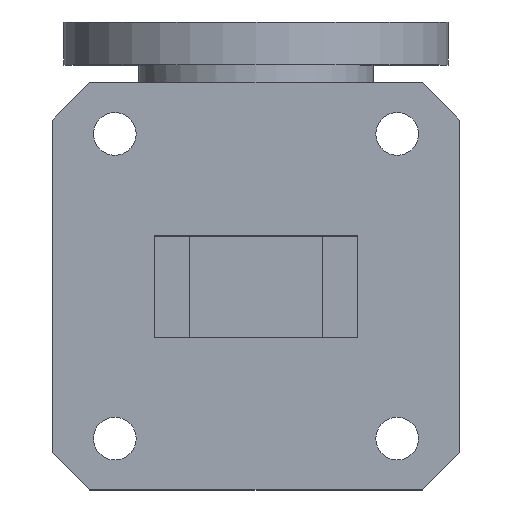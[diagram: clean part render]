
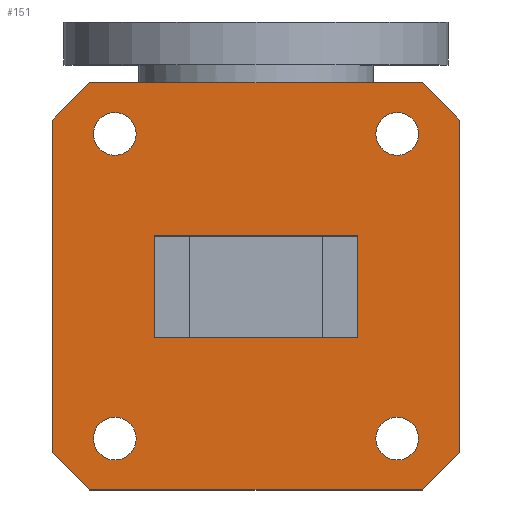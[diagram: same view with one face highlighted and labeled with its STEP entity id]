
A CAD part, top view. The second image highlights one B-rep face of the part: STEP entity #151.
In plain terms, the highlighted planar face has unit normal (0, 0, 1).
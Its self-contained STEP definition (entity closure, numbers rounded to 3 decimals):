
#151=ADVANCED_FACE('',(#346,#347,#348,#349,#350,#351),#352,.T.);
#346=FACE_OUTER_BOUND('',#580,.T.);
#347=FACE_BOUND('',#581,.T.);
#348=FACE_BOUND('',#582,.T.);
#349=FACE_BOUND('',#583,.T.);
#350=FACE_BOUND('',#584,.T.);
#351=FACE_BOUND('',#585,.T.);
#352=PLANE('',#586);
#580=EDGE_LOOP('',(#975,#976,#977,#978,#979,#980,#981,#982));
#581=EDGE_LOOP('',(#983,#984));
#582=EDGE_LOOP('',(#985,#986));
#583=EDGE_LOOP('',(#987,#988));
#584=EDGE_LOOP('',(#989,#990));
#585=EDGE_LOOP('',(#991,#992,#993,#994));
#586=AXIS2_PLACEMENT_3D('',#995,#996,#997);
#975=ORIENTED_EDGE('',*,*,#1468,.F.);
#976=ORIENTED_EDGE('',*,*,#1471,.T.);
#977=ORIENTED_EDGE('',*,*,#1472,.F.);
#978=ORIENTED_EDGE('',*,*,#1473,.T.);
#979=ORIENTED_EDGE('',*,*,#1474,.F.);
#980=ORIENTED_EDGE('',*,*,#1475,.T.);
#981=ORIENTED_EDGE('',*,*,#1476,.F.);
#982=ORIENTED_EDGE('',*,*,#1477,.T.);
#983=ORIENTED_EDGE('',*,*,#1478,.T.);
#984=ORIENTED_EDGE('',*,*,#1371,.T.);
#985=ORIENTED_EDGE('',*,*,#1479,.T.);
#986=ORIENTED_EDGE('',*,*,#1366,.T.);
#987=ORIENTED_EDGE('',*,*,#1480,.T.);
#988=ORIENTED_EDGE('',*,*,#1361,.T.);
#989=ORIENTED_EDGE('',*,*,#1481,.T.);
#990=ORIENTED_EDGE('',*,*,#1356,.T.);
#991=ORIENTED_EDGE('',*,*,#1482,.T.);
#992=ORIENTED_EDGE('',*,*,#1483,.T.);
#993=ORIENTED_EDGE('',*,*,#1484,.T.);
#994=ORIENTED_EDGE('',*,*,#1485,.T.);
#995=CARTESIAN_POINT('',(0.0,0.0,42.408));
#996=DIRECTION('',(0.0,0.0,1.0));
#997=DIRECTION('',(1.0,0.0,0.0));
#1356=EDGE_CURVE('',#1617,#1614,#1618,.T.);
#1361=EDGE_CURVE('',#1626,#1623,#1627,.T.);
#1366=EDGE_CURVE('',#1635,#1632,#1636,.T.);
#1371=EDGE_CURVE('',#1644,#1641,#1645,.T.);
#1468=EDGE_CURVE('',#1790,#1792,#1793,.T.);
#1471=EDGE_CURVE('',#1790,#1796,#1797,.T.);
#1472=EDGE_CURVE('',#1798,#1796,#1799,.T.);
#1473=EDGE_CURVE('',#1798,#1800,#1801,.T.);
#1474=EDGE_CURVE('',#1802,#1800,#1803,.T.);
#1475=EDGE_CURVE('',#1802,#1804,#1805,.T.);
#1476=EDGE_CURVE('',#1806,#1804,#1807,.T.);
#1477=EDGE_CURVE('',#1806,#1792,#1808,.T.);
#1478=EDGE_CURVE('',#1641,#1644,#1809,.T.);
#1479=EDGE_CURVE('',#1632,#1635,#1810,.T.);
#1480=EDGE_CURVE('',#1623,#1626,#1811,.T.);
#1481=EDGE_CURVE('',#1614,#1617,#1812,.T.);
#1482=EDGE_CURVE('',#1813,#1814,#1815,.T.);
#1483=EDGE_CURVE('',#1814,#1816,#1817,.T.);
#1484=EDGE_CURVE('',#1816,#1818,#1819,.T.);
#1485=EDGE_CURVE('',#1818,#1813,#1820,.T.);
#1614=VERTEX_POINT('',#1985);
#1617=VERTEX_POINT('',#1989);
#1618=CIRCLE('',#1990,2.0);
#1623=VERTEX_POINT('',#1996);
#1626=VERTEX_POINT('',#2000);
#1627=CIRCLE('',#2001,2.0);
#1632=VERTEX_POINT('',#2007);
#1635=VERTEX_POINT('',#2011);
#1636=CIRCLE('',#2012,2.0);
#1641=VERTEX_POINT('',#2018);
#1644=VERTEX_POINT('',#2022);
#1645=CIRCLE('',#2023,2.0);
#1790=VERTEX_POINT('',#2203);
#1792=VERTEX_POINT('',#2206);
#1793=LINE('',#2207,#2208);
#1796=VERTEX_POINT('',#2212);
#1797=LINE('',#2213,#2214);
#1798=VERTEX_POINT('',#2215);
#1799=LINE('',#2216,#2217);
#1800=VERTEX_POINT('',#2218);
#1801=LINE('',#2219,#2220);
#1802=VERTEX_POINT('',#2221);
#1803=LINE('',#2222,#2223);
#1804=VERTEX_POINT('',#2224);
#1805=LINE('',#2225,#2226);
#1806=VERTEX_POINT('',#2227);
#1807=LINE('',#2228,#2229);
#1808=LINE('',#2230,#2231);
#1809=CIRCLE('',#2232,2.0);
#1810=CIRCLE('',#2233,2.0);
#1811=CIRCLE('',#2234,2.0);
#1812=CIRCLE('',#2235,2.0);
#1813=VERTEX_POINT('',#2236);
#1814=VERTEX_POINT('',#2237);
#1815=LINE('',#2238,#2239);
#1816=VERTEX_POINT('',#2240);
#1817=LINE('',#2241,#2242);
#1818=VERTEX_POINT('',#2243);
#1819=LINE('',#2244,#2245);
#1820=LINE('',#2246,#2247);
#1985=CARTESIAN_POINT('',(15.21,14.25,42.408));
#1989=CARTESIAN_POINT('',(11.21,14.25,42.408));
#1990=AXIS2_PLACEMENT_3D('',#2473,#2474,#2475);
#1996=CARTESIAN_POINT('',(15.21,-14.25,42.408));
#2000=CARTESIAN_POINT('',(11.21,-14.25,42.408));
#2001=AXIS2_PLACEMENT_3D('',#2481,#2482,#2483);
#2007=CARTESIAN_POINT('',(-15.21,-14.25,42.408));
#2011=CARTESIAN_POINT('',(-11.21,-14.25,42.408));
#2012=AXIS2_PLACEMENT_3D('',#2489,#2490,#2491);
#2018=CARTESIAN_POINT('',(-15.21,14.25,42.408));
#2022=CARTESIAN_POINT('',(-11.21,14.25,42.408));
#2023=AXIS2_PLACEMENT_3D('',#2497,#2498,#2499);
#2203=CARTESIAN_POINT('',(15.55,19.05,42.408));
#2206=CARTESIAN_POINT('',(19.05,15.55,42.408));
#2207=CARTESIAN_POINT('',(17.3,17.3,42.408));
#2208=VECTOR('',#2644,1.0);
#2212=CARTESIAN_POINT('',(-15.55,19.05,42.408));
#2213=CARTESIAN_POINT('',(0.0,19.05,42.408));
#2214=VECTOR('',#2646,1.0);
#2215=CARTESIAN_POINT('',(-19.05,15.55,42.408));
#2216=CARTESIAN_POINT('',(-17.3,17.3,42.408));
#2217=VECTOR('',#2647,1.0);
#2218=CARTESIAN_POINT('',(-19.05,-15.55,42.408));
#2219=CARTESIAN_POINT('',(-19.05,0.0,42.408));
#2220=VECTOR('',#2648,1.0);
#2221=CARTESIAN_POINT('',(-15.55,-19.05,42.408));
#2222=CARTESIAN_POINT('',(-17.3,-17.3,42.408));
#2223=VECTOR('',#2649,1.0);
#2224=CARTESIAN_POINT('',(15.55,-19.05,42.408));
#2225=CARTESIAN_POINT('',(0.0,-19.05,42.408));
#2226=VECTOR('',#2650,1.0);
#2227=CARTESIAN_POINT('',(19.05,-15.55,42.408));
#2228=CARTESIAN_POINT('',(17.3,-17.3,42.408));
#2229=VECTOR('',#2651,1.0);
#2230=CARTESIAN_POINT('',(19.05,0.0,42.408));
#2231=VECTOR('',#2652,1.0);
#2232=AXIS2_PLACEMENT_3D('',#2653,#2654,#2655);
#2233=AXIS2_PLACEMENT_3D('',#2656,#2657,#2658);
#2234=AXIS2_PLACEMENT_3D('',#2659,#2660,#2661);
#2235=AXIS2_PLACEMENT_3D('',#2662,#2663,#2664);
#2236=CARTESIAN_POINT('',(9.525,4.763,42.408));
#2237=CARTESIAN_POINT('',(9.525,-4.763,42.408));
#2238=CARTESIAN_POINT('',(9.525,0.0,42.408));
#2239=VECTOR('',#2665,1.0);
#2240=CARTESIAN_POINT('',(-9.525,-4.763,42.408));
#2241=CARTESIAN_POINT('',(0.0,-4.763,42.408));
#2242=VECTOR('',#2666,1.0);
#2243=CARTESIAN_POINT('',(-9.525,4.763,42.408));
#2244=CARTESIAN_POINT('',(-9.525,0.0,42.408));
#2245=VECTOR('',#2667,1.0);
#2246=CARTESIAN_POINT('',(0.0,4.763,42.408));
#2247=VECTOR('',#2668,1.0);
#2473=CARTESIAN_POINT('',(13.21,14.25,42.408));
#2474=DIRECTION('',(0.0,0.0,-1.0));
#2475=DIRECTION('',(1.0,0.0,0.0));
#2481=CARTESIAN_POINT('',(13.21,-14.25,42.408));
#2482=DIRECTION('',(0.0,0.0,-1.0));
#2483=DIRECTION('',(1.0,0.0,0.0));
#2489=CARTESIAN_POINT('',(-13.21,-14.25,42.408));
#2490=DIRECTION('',(-0.0,0.0,-1.0));
#2491=DIRECTION('',(-1.0,0.0,0.0));
#2497=CARTESIAN_POINT('',(-13.21,14.25,42.408));
#2498=DIRECTION('',(-0.0,0.0,-1.0));
#2499=DIRECTION('',(-1.0,0.0,0.0));
#2644=DIRECTION('',(0.707,-0.707,0.0));
#2646=DIRECTION('',(-1.0,0.0,0.0));
#2647=DIRECTION('',(0.707,0.707,-0.0));
#2648=DIRECTION('',(0.0,-1.0,0.0));
#2649=DIRECTION('',(-0.707,0.707,0.0));
#2650=DIRECTION('',(1.0,0.0,0.0));
#2651=DIRECTION('',(-0.707,-0.707,0.0));
#2652=DIRECTION('',(0.0,1.0,0.0));
#2653=CARTESIAN_POINT('',(-13.21,14.25,42.408));
#2654=DIRECTION('',(-0.0,0.0,-1.0));
#2655=DIRECTION('',(-1.0,0.0,0.0));
#2656=CARTESIAN_POINT('',(-13.21,-14.25,42.408));
#2657=DIRECTION('',(-0.0,0.0,-1.0));
#2658=DIRECTION('',(-1.0,0.0,0.0));
#2659=CARTESIAN_POINT('',(13.21,-14.25,42.408));
#2660=DIRECTION('',(0.0,0.0,-1.0));
#2661=DIRECTION('',(1.0,0.0,0.0));
#2662=CARTESIAN_POINT('',(13.21,14.25,42.408));
#2663=DIRECTION('',(0.0,0.0,-1.0));
#2664=DIRECTION('',(1.0,0.0,0.0));
#2665=DIRECTION('',(0.0,-1.0,0.0));
#2666=DIRECTION('',(-1.0,0.0,0.0));
#2667=DIRECTION('',(0.0,1.0,0.0));
#2668=DIRECTION('',(1.0,0.0,-0.0));
